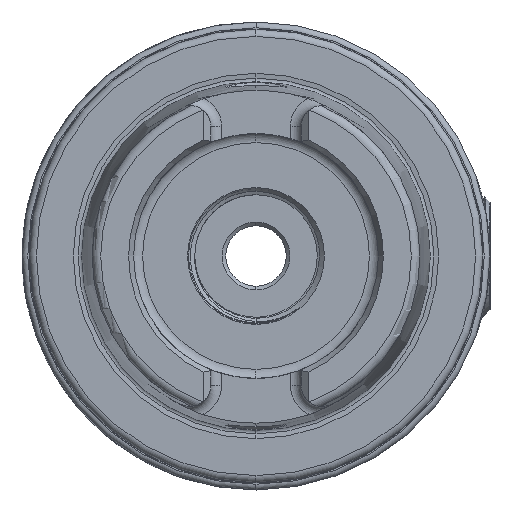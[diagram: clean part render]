
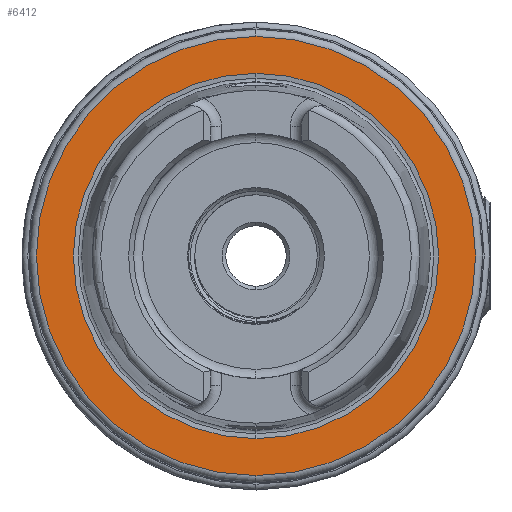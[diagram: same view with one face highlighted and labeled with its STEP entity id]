
A CAD part, left-side view. The second image highlights one B-rep face of the part: STEP entity #6412.
In plain terms, the highlighted planar face has unit normal (-1, 0, 0).
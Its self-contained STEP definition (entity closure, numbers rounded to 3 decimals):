
#4412 = DIRECTION ( 'NONE',  ( -1., 0., 0. ) ) ;
#4414 = DIRECTION ( 'NONE',  ( 0., 0., 1. ) ) ;
#4429 = PLANE ( 'NONE',  #41074 ) ;
#4436 = CARTESIAN_POINT ( 'NONE',  ( 0., 25.369, 0. ) ) ;
#5593 = CARTESIAN_POINT ( 'NONE',  ( 0., 0., 30.5 ) ) ;
#5634 = CARTESIAN_POINT ( 'NONE',  ( 0., 0., -30.5 ) ) ;
#6412 = ADVANCED_FACE ( 'NONE', ( #21810, #21816 ), #4429, .T. ) ;
#20685 = CIRCLE ( 'NONE', #40866, 30.5 ) ;
#20744 = CIRCLE ( 'NONE', #40879, 25.369 ) ;
#20755 = CIRCLE ( 'NONE', #40881, 25.369 ) ;
#20853 = CIRCLE ( 'NONE', #40906, 30.5 ) ;
#20961 = ORIENTED_EDGE ( 'NONE', *, *, #24766, .T. ) ;
#20990 = ORIENTED_EDGE ( 'NONE', *, *, #24707, .T. ) ;
#20994 = ORIENTED_EDGE ( 'NONE', *, *, #24776, .T. ) ;
#21015 = ORIENTED_EDGE ( 'NONE', *, *, #24745, .T. ) ;
#21393 = VERTEX_POINT ( 'NONE', #5634 ) ;
#21421 = VERTEX_POINT ( 'NONE', #5593 ) ;
#21591 = EDGE_LOOP ( 'NONE', ( #20994, #20990 ) ) ;
#21611 = EDGE_LOOP ( 'NONE', ( #21015, #20961 ) ) ;
#21810 = FACE_OUTER_BOUND ( 'NONE', #21591, .T. ) ;
#21816 = FACE_BOUND ( 'NONE', #21611, .T. ) ;
#22242 = CARTESIAN_POINT ( 'NONE',  ( 0., 0., -25.369 ) ) ;
#22254 = CARTESIAN_POINT ( 'NONE',  ( 0., 0., 25.369 ) ) ;
#24707 = EDGE_CURVE ( 'NONE', #21393, #21421, #20685, .T. ) ;
#24745 = EDGE_CURVE ( 'NONE', #41521, #41508, #20755, .T. ) ;
#24766 = EDGE_CURVE ( 'NONE', #41508, #41521, #20744, .T. ) ;
#24776 = EDGE_CURVE ( 'NONE', #21421, #21393, #20853, .T. ) ;
#37886 = CARTESIAN_POINT ( 'NONE',  ( 0., 0., 0. ) ) ;
#37895 = DIRECTION ( 'NONE',  ( -1., 0., 0. ) ) ;
#37901 = DIRECTION ( 'NONE',  ( 0., 0., 1. ) ) ;
#38129 = DIRECTION ( 'NONE',  ( 0., 0., -1. ) ) ;
#38152 = DIRECTION ( 'NONE',  ( 1., 0., 0. ) ) ;
#38162 = CARTESIAN_POINT ( 'NONE',  ( 0., 0., 0. ) ) ;
#38240 = CARTESIAN_POINT ( 'NONE',  ( 0., 0., 0. ) ) ;
#38249 = DIRECTION ( 'NONE',  ( 1., 0., 0. ) ) ;
#38250 = DIRECTION ( 'NONE',  ( 0., 0., -1. ) ) ;
#38264 = DIRECTION ( 'NONE',  ( 0., 0., 1. ) ) ;
#38275 = CARTESIAN_POINT ( 'NONE',  ( 0., 0., 0. ) ) ;
#38291 = DIRECTION ( 'NONE',  ( -1., 0., 0. ) ) ;
#40866 = AXIS2_PLACEMENT_3D ( 'NONE', #37886, #37895, #37901 ) ;
#40879 = AXIS2_PLACEMENT_3D ( 'NONE', #38240, #38249, #38250 ) ;
#40881 = AXIS2_PLACEMENT_3D ( 'NONE', #38162, #38152, #38129 ) ;
#40906 = AXIS2_PLACEMENT_3D ( 'NONE', #38275, #38291, #38264 ) ;
#41074 = AXIS2_PLACEMENT_3D ( 'NONE', #4436, #4412, #4414 ) ;
#41508 = VERTEX_POINT ( 'NONE', #22242 ) ;
#41521 = VERTEX_POINT ( 'NONE', #22254 ) ;
